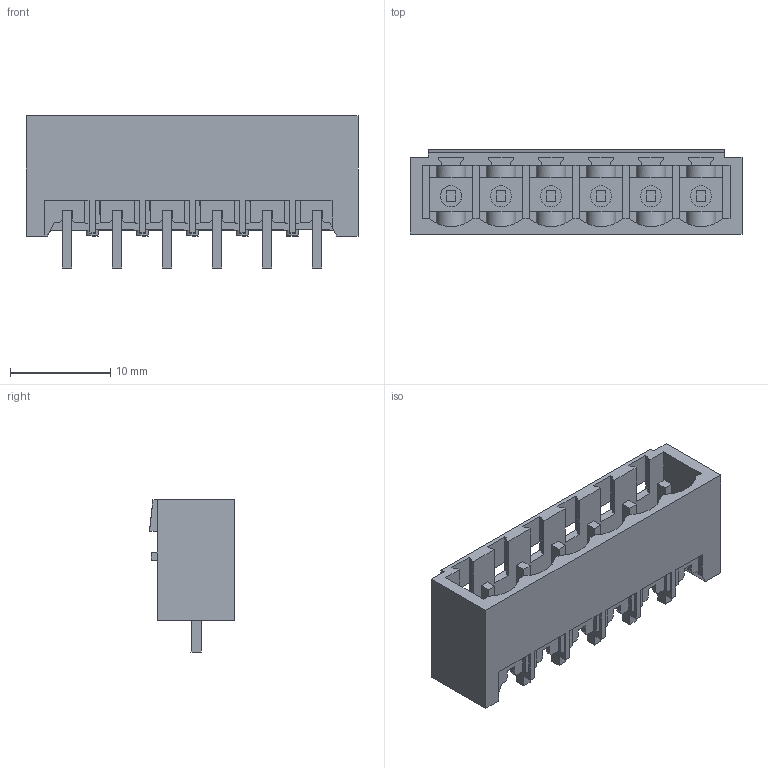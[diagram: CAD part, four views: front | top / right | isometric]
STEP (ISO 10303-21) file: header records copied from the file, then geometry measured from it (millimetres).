
FILE_DESCRIPTION(('CATIA V5 STEP Exchange','CAx-IF Rec.Pracs.--- Model Styling and Organization---1.2---2011-12-15'),'2;1');
FILE_NAME ('D1457137_0_1841200000_1841200000.stp','2018-04-11T11:02:33+00:00',('none'),('Weidmueller'),'CATIA Version 5-6 Release 2014','CATIA V5 STEP AP214','none');
FILE_SCHEMA(('AUTOMOTIVE_DESIGN { 1 0 10303 214 1 1 1 1 }'));
Length unit declared in the file: millimetre
Products named in the file (1): 1841200000
Bounding box: 33.2 x 8.43 x 15.2 mm (x, y, z)
Volume: 1281.2 mm3; surface area: 2953.8 mm2
Topology: 7 solids, 7 shells, 421 faces, 1267 edges, 850 vertices
Faces by surface type: plane 361, cylinder 52, extrusion 8
Entity records: 13521 total; most frequent: CARTESIAN_POINT 2766, ORIENTED_EDGE 2534, DIRECTION 1738, EDGE_CURVE 1267, VECTOR 1074, LINE 1066, VERTEX_POINT 850, EDGE_LOOP 435
